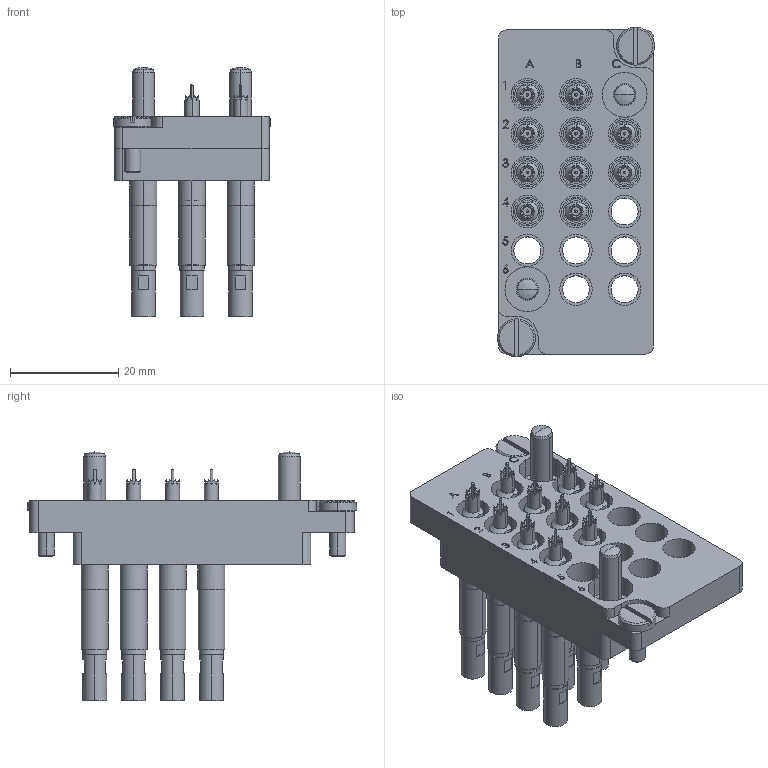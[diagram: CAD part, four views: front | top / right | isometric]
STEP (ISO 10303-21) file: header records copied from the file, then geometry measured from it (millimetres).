
FILE_DESCRIPTION (( 'STEP AP214' ), '1' );
FILE_NAME ('INGUN_38132.STEP', '2023-01-16T14:37:05', ( '' ), ( '' ), 'SwSTEP 2.0', 'SolidWorks 2021', '' );
FILE_SCHEMA (( 'AUTOMOTIVE_DESIGN' ));
Length unit declared in the file: millimetre
Products named in the file (8): 34569~4; HFS-810-0018__ADA~hfs_S; INFO_4621~0_SBP-T_Kontaktierung-Seite<S>; KS-810-Master__ADA~ks_KS-810 R; DIN923~n_M03x04-A2; 34569~4_S; INGUN_38132; DIN6325~n_04,0m6x020
Assembly tree (27 placements, depth 3):
  INGUN_38132
    34569~4_S
      34569~4
      INFO_4621~0_SBP-T_Kontaktierung-Seite<S>
    DIN923~n_M03x04-A2  x2
    KS-810-Master__ADA~ks_KS-810 R  x10
    HFS-810-0018__ADA~hfs_S  x10
    DIN6325~n_04,0m6x020  x2
Bounding box: 29 x 61 x 46.1 mm (x, y, z)
Volume: 19662.6 mm3; surface area: 22784.6 mm2
Topology: 54 solids, 64 shells, 4956 faces, 11702 edges, 6990 vertices
Faces by surface type: plane 3751, cylinder 994, cone 138, bspline 55, sphere 18
Entity records: 25750 total; most frequent: CARTESIAN_POINT 7334, DIRECTION 3778, ORIENTED_EDGE 3658, EDGE_CURVE 1829, AXIS2_PLACEMENT_3D 1365, VERTEX_POINT 1135, VECTOR 1048, LINE 1048
